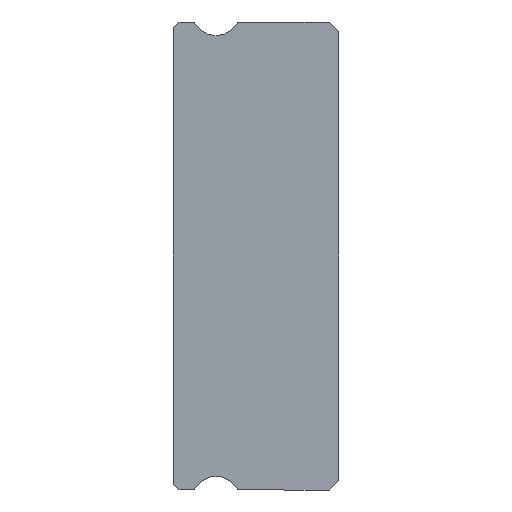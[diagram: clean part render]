
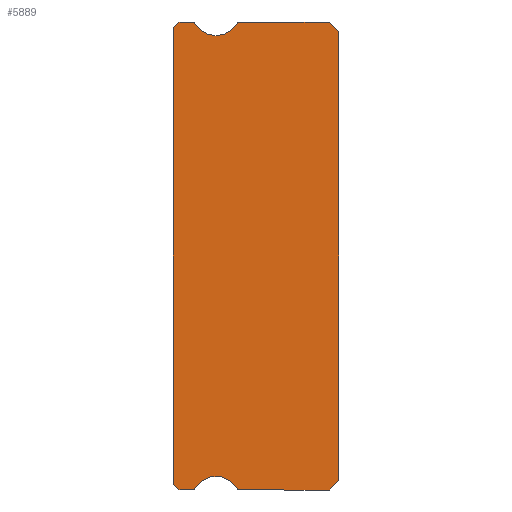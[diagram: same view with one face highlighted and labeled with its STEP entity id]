
A CAD part, left-side view. The second image highlights one B-rep face of the part: STEP entity #5889.
In plain terms, the highlighted planar face has unit normal (-1, 0, 0).
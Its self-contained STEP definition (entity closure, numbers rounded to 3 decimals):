
#8 = VECTOR ( 'NONE', #3896, 1000. ) ;
#15 = CIRCLE ( 'NONE', #3641, 0.15 ) ;
#128 = LINE ( 'NONE', #1180, #2959 ) ;
#140 = PLANE ( 'NONE',  #5231 ) ;
#151 = LINE ( 'NONE', #4844, #2532 ) ;
#164 = VERTEX_POINT ( 'NONE', #4562 ) ;
#179 = ORIENTED_EDGE ( 'NONE', *, *, #2681, .T. ) ;
#184 = VECTOR ( 'NONE', #468, 1000. ) ;
#204 = DIRECTION ( 'NONE',  ( 0., 0., -1. ) ) ;
#261 = CARTESIAN_POINT ( 'NONE',  ( -20., 7.383, 11.925 ) ) ;
#271 = VERTEX_POINT ( 'NONE', #2664 ) ;
#327 = VERTEX_POINT ( 'NONE', #5761 ) ;
#367 = VERTEX_POINT ( 'NONE', #5994 ) ;
#375 = VERTEX_POINT ( 'NONE', #4855 ) ;
#388 = CARTESIAN_POINT ( 'NONE',  ( -20., 0., -11.5 ) ) ;
#396 = EDGE_CURVE ( 'NONE', #6010, #2820, #2580, .T. ) ;
#422 = VECTOR ( 'NONE', #1374, 1000. ) ;
#468 = DIRECTION ( 'NONE',  ( 0., -0.707, -0.707 ) ) ;
#509 = EDGE_CURVE ( 'NONE', #1881, #375, #1380, .T. ) ;
#631 = LINE ( 'NONE', #1214, #4397 ) ;
#837 = CARTESIAN_POINT ( 'NONE',  ( -20., 7.512, 11.85 ) ) ;
#973 = DIRECTION ( 'NONE',  ( 0., 0., -1. ) ) ;
#1056 = CARTESIAN_POINT ( 'NONE',  ( -20., 7.512, 12. ) ) ;
#1070 = EDGE_CURVE ( 'NONE', #2318, #271, #128, .T. ) ;
#1129 = CIRCLE ( 'NONE', #4335, 0.15 ) ;
#1152 = CARTESIAN_POINT ( 'NONE',  ( -20., 5.088, 11.85 ) ) ;
#1156 = ORIENTED_EDGE ( 'NONE', *, *, #3773, .T. ) ;
#1180 = CARTESIAN_POINT ( 'NONE',  ( -20., 7.512, -12. ) ) ;
#1212 = EDGE_CURVE ( 'NONE', #1260, #2813, #5650, .T. ) ;
#1214 = CARTESIAN_POINT ( 'NONE',  ( -20., 7.512, -12. ) ) ;
#1220 = ORIENTED_EDGE ( 'NONE', *, *, #2438, .F. ) ;
#1247 = DIRECTION ( 'NONE',  ( 0., 0., -1. ) ) ;
#1260 = VERTEX_POINT ( 'NONE', #5058 ) ;
#1324 = CARTESIAN_POINT ( 'NONE',  ( -20., 5.088, 12. ) ) ;
#1374 = DIRECTION ( 'NONE',  ( 0., -1., 0. ) ) ;
#1380 = CIRCLE ( 'NONE', #2583, 1.25 ) ;
#1442 = DIRECTION ( 'NONE',  ( -1., 0., 0. ) ) ;
#1476 = ORIENTED_EDGE ( 'NONE', *, *, #2218, .F. ) ;
#1493 = ORIENTED_EDGE ( 'NONE', *, *, #3534, .F. ) ;
#1585 = DIRECTION ( 'NONE',  ( 0., 0., -1. ) ) ;
#1611 = AXIS2_PLACEMENT_3D ( 'NONE', #837, #6648, #5122 ) ;
#1881 = VERTEX_POINT ( 'NONE', #261 ) ;
#1893 = LINE ( 'NONE', #388, #2822 ) ;
#1905 = DIRECTION ( 'NONE',  ( 0., 0., -1. ) ) ;
#2019 = CARTESIAN_POINT ( 'NONE',  ( -20., 6.3, 12.55 ) ) ;
#2184 = AXIS2_PLACEMENT_3D ( 'NONE', #2019, #1442, #3148 ) ;
#2218 = EDGE_CURVE ( 'NONE', #6203, #1881, #5052, .T. ) ;
#2224 = CARTESIAN_POINT ( 'NONE',  ( -20., 7.512, 11.85 ) ) ;
#2234 = DIRECTION ( 'NONE',  ( 0., -0.707, -0.707 ) ) ;
#2262 = ORIENTED_EDGE ( 'NONE', *, *, #1070, .F. ) ;
#2279 = ORIENTED_EDGE ( 'NONE', *, *, #1212, .F. ) ;
#2318 = VERTEX_POINT ( 'NONE', #2673 ) ;
#2343 = CARTESIAN_POINT ( 'NONE',  ( -20., 8.5, 11.85 ) ) ;
#2438 = EDGE_CURVE ( 'NONE', #2820, #3256, #3725, .T. ) ;
#2455 = EDGE_CURVE ( 'NONE', #6371, #2318, #1893, .T. ) ;
#2493 = ORIENTED_EDGE ( 'NONE', *, *, #4710, .F. ) ;
#2532 = VECTOR ( 'NONE', #2234, 1000. ) ;
#2553 = CARTESIAN_POINT ( 'NONE',  ( -20., 7.512, -12. ) ) ;
#2580 = CIRCLE ( 'NONE', #6800, 0.15 ) ;
#2583 = AXIS2_PLACEMENT_3D ( 'NONE', #3536, #5551, #3495 ) ;
#2664 = CARTESIAN_POINT ( 'NONE',  ( -20., 5.088, -12. ) ) ;
#2673 = CARTESIAN_POINT ( 'NONE',  ( -20., 0.5, -12. ) ) ;
#2681 = EDGE_CURVE ( 'NONE', #327, #2988, #631, .T. ) ;
#2813 = VERTEX_POINT ( 'NONE', #3958 ) ;
#2820 = VERTEX_POINT ( 'NONE', #1324 ) ;
#2822 = VECTOR ( 'NONE', #4573, 1000. ) ;
#2833 = CARTESIAN_POINT ( 'NONE',  ( -20., 7.512, 12. ) ) ;
#2959 = VECTOR ( 'NONE', #3925, 1000. ) ;
#2964 = LINE ( 'NONE', #6201, #6323 ) ;
#2976 = LINE ( 'NONE', #3074, #5408 ) ;
#2988 = VERTEX_POINT ( 'NONE', #2553 ) ;
#3044 = CARTESIAN_POINT ( 'NONE',  ( -20., 0., -11.5 ) ) ;
#3069 = EDGE_CURVE ( 'NONE', #1260, #327, #151, .T. ) ;
#3074 = CARTESIAN_POINT ( 'NONE',  ( -20., 0., 11.5 ) ) ;
#3148 = DIRECTION ( 'NONE',  ( 0., 0., -1. ) ) ;
#3233 = CARTESIAN_POINT ( 'NONE',  ( -20., 5.088, -11.85 ) ) ;
#3256 = VERTEX_POINT ( 'NONE', #3729 ) ;
#3403 = CARTESIAN_POINT ( 'NONE',  ( -20., 8.2, 12. ) ) ;
#3495 = DIRECTION ( 'NONE',  ( 0., 0., -1. ) ) ;
#3534 = EDGE_CURVE ( 'NONE', #375, #6010, #6199, .T. ) ;
#3536 = CARTESIAN_POINT ( 'NONE',  ( -20., 6.3, 12.55 ) ) ;
#3641 = AXIS2_PLACEMENT_3D ( 'NONE', #3233, #4230, #1585 ) ;
#3725 = LINE ( 'NONE', #1056, #422 ) ;
#3729 = CARTESIAN_POINT ( 'NONE',  ( -20., 0.5, 12. ) ) ;
#3773 = EDGE_CURVE ( 'NONE', #6203, #5249, #5555, .T. ) ;
#3892 = EDGE_CURVE ( 'NONE', #6371, #367, #2976, .T. ) ;
#3896 = DIRECTION ( 'NONE',  ( 0., 1., 0. ) ) ;
#3925 = DIRECTION ( 'NONE',  ( 0., 1., 0. ) ) ;
#3958 = CARTESIAN_POINT ( 'NONE',  ( -20., 8.5, 11.7 ) ) ;
#4230 = DIRECTION ( 'NONE',  ( 1., 0., 0. ) ) ;
#4335 = AXIS2_PLACEMENT_3D ( 'NONE', #5607, #5716, #973 ) ;
#4353 = DIRECTION ( 'NONE',  ( 1., 0., 0. ) ) ;
#4357 = EDGE_CURVE ( 'NONE', #164, #4695, #5395, .T. ) ;
#4397 = VECTOR ( 'NONE', #4793, 1000. ) ;
#4410 = AXIS2_PLACEMENT_3D ( 'NONE', #6552, #6588, #1905 ) ;
#4492 = ORIENTED_EDGE ( 'NONE', *, *, #509, .F. ) ;
#4562 = CARTESIAN_POINT ( 'NONE',  ( -20., 5.217, -11.925 ) ) ;
#4573 = DIRECTION ( 'NONE',  ( 0., 0.707, -0.707 ) ) ;
#4640 = VECTOR ( 'NONE', #5130, 1000. ) ;
#4695 = VERTEX_POINT ( 'NONE', #5298 ) ;
#4710 = EDGE_CURVE ( 'NONE', #271, #164, #15, .T. ) ;
#4760 = LINE ( 'NONE', #4792, #184 ) ;
#4792 = CARTESIAN_POINT ( 'NONE',  ( -20., 0.5, 12. ) ) ;
#4793 = DIRECTION ( 'NONE',  ( 0., -1., 0. ) ) ;
#4844 = CARTESIAN_POINT ( 'NONE',  ( -20., 8.2, -12. ) ) ;
#4855 = CARTESIAN_POINT ( 'NONE',  ( -20., 6.3, 11.3 ) ) ;
#4874 = ORIENTED_EDGE ( 'NONE', *, *, #396, .F. ) ;
#5035 = EDGE_CURVE ( 'NONE', #5249, #2813, #2964, .T. ) ;
#5036 = CARTESIAN_POINT ( 'NONE',  ( -20., 8.2, 12. ) ) ;
#5052 = CIRCLE ( 'NONE', #1611, 0.15 ) ;
#5058 = CARTESIAN_POINT ( 'NONE',  ( -20., 8.5, -11.7 ) ) ;
#5110 = EDGE_CURVE ( 'NONE', #4695, #2988, #1129, .T. ) ;
#5122 = DIRECTION ( 'NONE',  ( 0., 0., -1. ) ) ;
#5129 = DIRECTION ( 'NONE',  ( 0., 0.707, -0.707 ) ) ;
#5130 = DIRECTION ( 'NONE',  ( 0., 0., 1. ) ) ;
#5159 = EDGE_LOOP ( 'NONE', ( #2279, #6274, #179, #5722, #6097, #2493, #2262, #5327, #6096, #5544, #1220, #4874, #1493, #4492, #1476, #1156, #6564 ) ) ;
#5231 = AXIS2_PLACEMENT_3D ( 'NONE', #2224, #4353, #204 ) ;
#5249 = VERTEX_POINT ( 'NONE', #3403 ) ;
#5298 = CARTESIAN_POINT ( 'NONE',  ( -20., 7.383, -11.925 ) ) ;
#5327 = ORIENTED_EDGE ( 'NONE', *, *, #2455, .F. ) ;
#5395 = CIRCLE ( 'NONE', #4410, 1.25 ) ;
#5408 = VECTOR ( 'NONE', #6273, 1000. ) ;
#5544 = ORIENTED_EDGE ( 'NONE', *, *, #6476, .F. ) ;
#5551 = DIRECTION ( 'NONE',  ( -1., 0., 0. ) ) ;
#5555 = LINE ( 'NONE', #5036, #8 ) ;
#5607 = CARTESIAN_POINT ( 'NONE',  ( -20., 7.512, -11.85 ) ) ;
#5650 = LINE ( 'NONE', #2343, #4640 ) ;
#5716 = DIRECTION ( 'NONE',  ( 1., 0., 0. ) ) ;
#5722 = ORIENTED_EDGE ( 'NONE', *, *, #5110, .F. ) ;
#5761 = CARTESIAN_POINT ( 'NONE',  ( -20., 8.2, -12. ) ) ;
#5889 = ADVANCED_FACE ( 'NONE', ( #5946 ), #140, .F. ) ;
#5946 = FACE_OUTER_BOUND ( 'NONE', #5159, .T. ) ;
#5994 = CARTESIAN_POINT ( 'NONE',  ( -20., 0., 11.5 ) ) ;
#6010 = VERTEX_POINT ( 'NONE', #6645 ) ;
#6096 = ORIENTED_EDGE ( 'NONE', *, *, #3892, .T. ) ;
#6097 = ORIENTED_EDGE ( 'NONE', *, *, #4357, .F. ) ;
#6199 = CIRCLE ( 'NONE', #2184, 1.25 ) ;
#6201 = CARTESIAN_POINT ( 'NONE',  ( -20., 8.5, 11.7 ) ) ;
#6203 = VERTEX_POINT ( 'NONE', #2833 ) ;
#6273 = DIRECTION ( 'NONE',  ( 0., 0., 1. ) ) ;
#6274 = ORIENTED_EDGE ( 'NONE', *, *, #3069, .T. ) ;
#6323 = VECTOR ( 'NONE', #5129, 1000. ) ;
#6371 = VERTEX_POINT ( 'NONE', #3044 ) ;
#6445 = DIRECTION ( 'NONE',  ( 1., 0., 0. ) ) ;
#6476 = EDGE_CURVE ( 'NONE', #3256, #367, #4760, .T. ) ;
#6552 = CARTESIAN_POINT ( 'NONE',  ( -20., 6.3, -12.55 ) ) ;
#6564 = ORIENTED_EDGE ( 'NONE', *, *, #5035, .T. ) ;
#6588 = DIRECTION ( 'NONE',  ( -1., 0., 0. ) ) ;
#6645 = CARTESIAN_POINT ( 'NONE',  ( -20., 5.217, 11.925 ) ) ;
#6648 = DIRECTION ( 'NONE',  ( 1., 0., 0. ) ) ;
#6800 = AXIS2_PLACEMENT_3D ( 'NONE', #1152, #6445, #1247 ) ;
